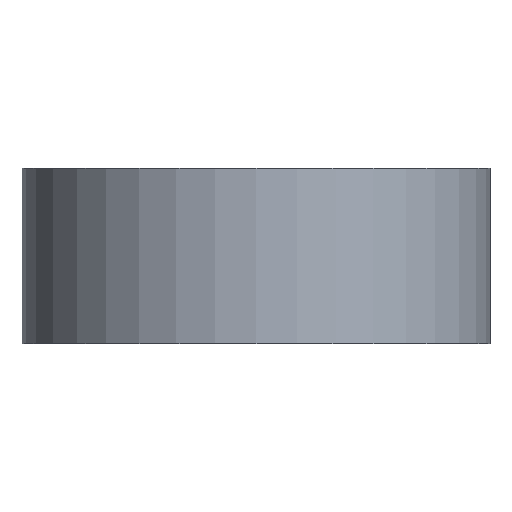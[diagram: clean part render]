
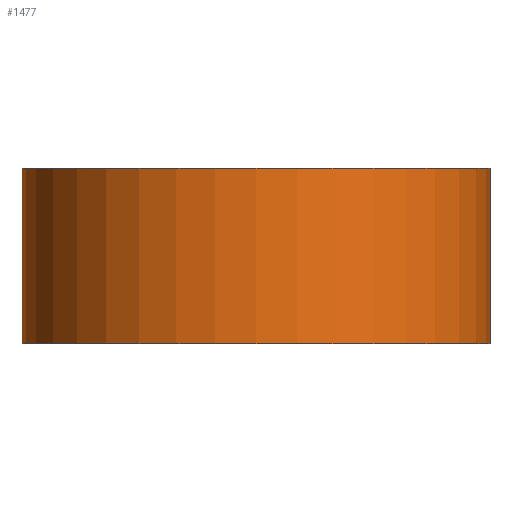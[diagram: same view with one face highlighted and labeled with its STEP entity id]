
A CAD part, front view. The second image highlights one B-rep face of the part: STEP entity #1477.
In plain terms, the highlighted cylindrical face has radius 8 mm (diameter 16 mm), a partial arc.
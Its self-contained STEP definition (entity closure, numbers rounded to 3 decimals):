
#78 = VERTEX_POINT ( 'NONE', #1467 ) ;
#92 = DIRECTION ( 'NONE',  ( 0., 0., -1. ) ) ;
#112 = ORIENTED_EDGE ( 'NONE', *, *, #1171, .F. ) ;
#161 = CIRCLE ( 'NONE', #966, 8. ) ;
#162 = DIRECTION ( 'NONE',  ( 0., 0., -1. ) ) ;
#337 = EDGE_CURVE ( 'NONE', #1188, #1523, #443, .T. ) ;
#419 = FACE_OUTER_BOUND ( 'NONE', #1561, .T. ) ;
#443 = CIRCLE ( 'NONE', #537, 8. ) ;
#510 = LINE ( 'NONE', #724, #1164 ) ;
#537 = AXIS2_PLACEMENT_3D ( 'NONE', #1007, #1649, #1275 ) ;
#543 = AXIS2_PLACEMENT_3D ( 'NONE', #583, #162, #824 ) ;
#583 = CARTESIAN_POINT ( 'NONE',  ( 0., 0., 6. ) ) ;
#683 = CARTESIAN_POINT ( 'NONE',  ( 0., 0., 0. ) ) ;
#721 = VERTEX_POINT ( 'NONE', #1233 ) ;
#724 = CARTESIAN_POINT ( 'NONE',  ( -8., 0., 6. ) ) ;
#760 = CARTESIAN_POINT ( 'NONE',  ( -8., 0., 6. ) ) ;
#791 = VECTOR ( 'NONE', #92, 1000. ) ;
#824 = DIRECTION ( 'NONE',  ( -1., 0., 0. ) ) ;
#966 = AXIS2_PLACEMENT_3D ( 'NONE', #683, #1605, #1450 ) ;
#1001 = ORIENTED_EDGE ( 'NONE', *, *, #337, .F. ) ;
#1007 = CARTESIAN_POINT ( 'NONE',  ( 0., 0., 6. ) ) ;
#1013 = DIRECTION ( 'NONE',  ( 0., 0., -1. ) ) ;
#1093 = ORIENTED_EDGE ( 'NONE', *, *, #1684, .T. ) ;
#1105 = LINE ( 'NONE', #1551, #791 ) ;
#1164 = VECTOR ( 'NONE', #1013, 1000. ) ;
#1171 = EDGE_CURVE ( 'NONE', #1523, #721, #1105, .T. ) ;
#1188 = VERTEX_POINT ( 'NONE', #760 ) ;
#1233 = CARTESIAN_POINT ( 'NONE',  ( 8., 0., 0. ) ) ;
#1275 = DIRECTION ( 'NONE',  ( 1., 0., 0. ) ) ;
#1372 = CARTESIAN_POINT ( 'NONE',  ( 8., 0., 6. ) ) ;
#1420 = EDGE_CURVE ( 'NONE', #78, #721, #161, .T. ) ;
#1450 = DIRECTION ( 'NONE',  ( 1., 0., 0. ) ) ;
#1467 = CARTESIAN_POINT ( 'NONE',  ( -8., 0., 0. ) ) ;
#1477 = ADVANCED_FACE ( 'NONE', ( #419 ), #1535, .T. ) ;
#1523 = VERTEX_POINT ( 'NONE', #1372 ) ;
#1535 = CYLINDRICAL_SURFACE ( 'NONE', #543, 8. ) ;
#1551 = CARTESIAN_POINT ( 'NONE',  ( 8., 0., 6. ) ) ;
#1561 = EDGE_LOOP ( 'NONE', ( #112, #1001, #1093, #1587 ) ) ;
#1587 = ORIENTED_EDGE ( 'NONE', *, *, #1420, .T. ) ;
#1605 = DIRECTION ( 'NONE',  ( 0., 0., 1. ) ) ;
#1649 = DIRECTION ( 'NONE',  ( 0., 0., 1. ) ) ;
#1684 = EDGE_CURVE ( 'NONE', #1188, #78, #510, .T. ) ;
